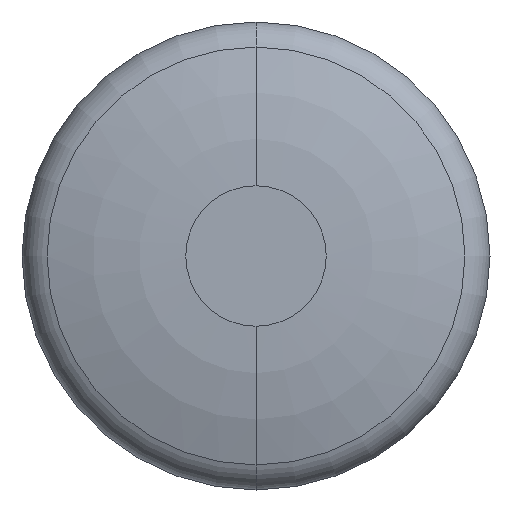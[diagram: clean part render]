
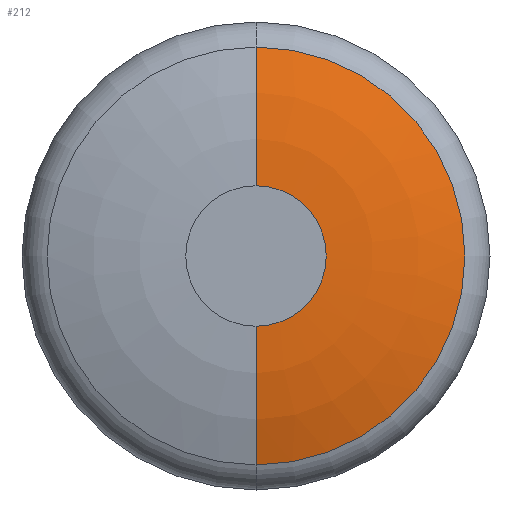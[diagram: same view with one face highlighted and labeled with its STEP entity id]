
A CAD part, front view. The second image highlights one B-rep face of the part: STEP entity #212.
In plain terms, the highlighted toroidal (fillet/blend) face has major radius 1.429 mm and minor radius 8.572 mm.
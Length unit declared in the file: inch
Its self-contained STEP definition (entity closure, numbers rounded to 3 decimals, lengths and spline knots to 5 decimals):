
#10 = EDGE_CURVE ( 'NONE', #114, #220, #292, .T. ) ;
#15 = DIRECTION ( 'NONE',  ( -1., 0., 0. ) ) ;
#37 = CARTESIAN_POINT ( 'NONE',  ( 0., 0.01882, 0. ) ) ;
#44 = CIRCLE ( 'NONE', #170, 0.05625 ) ;
#47 = AXIS2_PLACEMENT_3D ( 'NONE', #37, #484, #64 ) ;
#64 = DIRECTION ( 'NONE',  ( 0., 0., -1. ) ) ;
#70 = DIRECTION ( 'NONE',  ( 0., 0., 1. ) ) ;
#75 = FACE_OUTER_BOUND ( 'NONE', #322, .T. ) ;
#76 = VERTEX_POINT ( 'NONE', #238 ) ;
#89 = CARTESIAN_POINT ( 'NONE',  ( 0., 0., 0.05625 ) ) ;
#96 = CARTESIAN_POINT ( 'NONE',  ( 0., 0., 0. ) ) ;
#108 = CIRCLE ( 'NONE', #213, 0.3375 ) ;
#111 = CARTESIAN_POINT ( 'NONE',  ( 0., 0.01882, 0.16738 ) ) ;
#114 = VERTEX_POINT ( 'NONE', #282 ) ;
#144 = EDGE_CURVE ( 'NONE', #76, #333, #44, .T. ) ;
#155 = EDGE_CURVE ( 'NONE', #114, #76, #156, .T. ) ;
#156 = CIRCLE ( 'NONE', #329, 0.3375 ) ;
#160 = ORIENTED_EDGE ( 'NONE', *, *, #10, .T. ) ;
#170 = AXIS2_PLACEMENT_3D ( 'NONE', #96, #211, #389 ) ;
#173 = EDGE_CURVE ( 'NONE', #220, #333, #108, .T. ) ;
#194 = ORIENTED_EDGE ( 'NONE', *, *, #144, .F. ) ;
#195 = DIRECTION ( 'NONE',  ( 0., 0., -1. ) ) ;
#198 = TOROIDAL_SURFACE ( 'NONE', #462, 0.05625, 0.3375 ) ;
#211 = DIRECTION ( 'NONE',  ( 0., -1., 0. ) ) ;
#212 = ADVANCED_FACE ( 'NONE', ( #75 ), #198, .T. ) ;
#213 = AXIS2_PLACEMENT_3D ( 'NONE', #219, #390, #469 ) ;
#219 = CARTESIAN_POINT ( 'NONE',  ( 0., 0.3375, 0.05625 ) ) ;
#220 = VERTEX_POINT ( 'NONE', #111 ) ;
#238 = CARTESIAN_POINT ( 'NONE',  ( 0., 0., -0.05625 ) ) ;
#282 = CARTESIAN_POINT ( 'NONE',  ( 0., 0.01882, -0.16738 ) ) ;
#292 = CIRCLE ( 'NONE', #47, 0.16738 ) ;
#322 = EDGE_LOOP ( 'NONE', ( #160, #327, #194, #379 ) ) ;
#327 = ORIENTED_EDGE ( 'NONE', *, *, #173, .T. ) ;
#329 = AXIS2_PLACEMENT_3D ( 'NONE', #346, #15, #70 ) ;
#333 = VERTEX_POINT ( 'NONE', #89 ) ;
#346 = CARTESIAN_POINT ( 'NONE',  ( 0., 0.3375, -0.05625 ) ) ;
#355 = DIRECTION ( 'NONE',  ( 0., -1., 0. ) ) ;
#365 = CARTESIAN_POINT ( 'NONE',  ( 0., 0.3375, 0. ) ) ;
#379 = ORIENTED_EDGE ( 'NONE', *, *, #155, .F. ) ;
#389 = DIRECTION ( 'NONE',  ( 0., 0., -1. ) ) ;
#390 = DIRECTION ( 'NONE',  ( 1., 0., 0. ) ) ;
#462 = AXIS2_PLACEMENT_3D ( 'NONE', #365, #355, #195 ) ;
#469 = DIRECTION ( 'NONE',  ( 0., 0., -1. ) ) ;
#484 = DIRECTION ( 'NONE',  ( 0., -1., 0. ) ) ;
